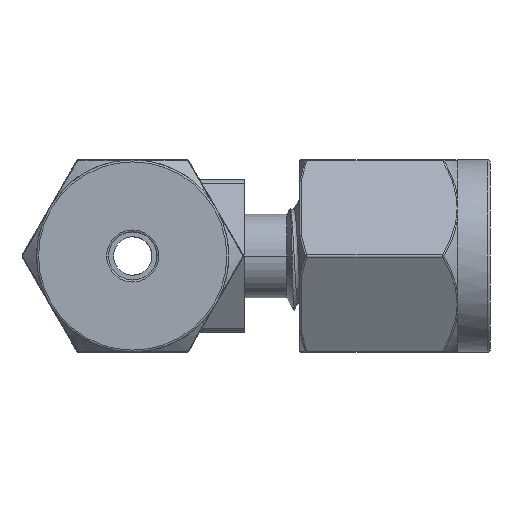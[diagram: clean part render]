
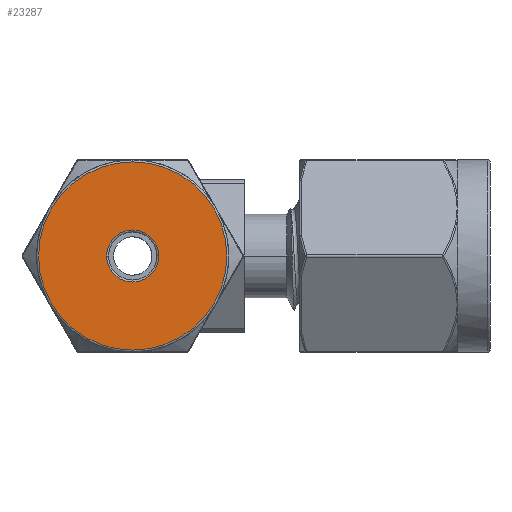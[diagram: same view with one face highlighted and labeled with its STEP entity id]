
A CAD part, left-side view. The second image highlights one B-rep face of the part: STEP entity #23287.
In plain terms, the highlighted face is planar.
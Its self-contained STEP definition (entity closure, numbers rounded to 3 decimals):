
#20188=CARTESIAN_POINT('',(0.,0.,0.));
#20189=DIRECTION('',(-1.,0.,0.));
#20190=DIRECTION('',(0.,1.,0.));
#20191=AXIS2_PLACEMENT_3D('',#20188,#20189,#20190);
#20193=CARTESIAN_POINT('',(0.,0.,0.));
#20194=DIRECTION('',(-1.,0.,0.));
#20195=DIRECTION('',(0.,-1.,0.));
#20196=AXIS2_PLACEMENT_3D('',#20193,#20194,#20195);
#20198=CARTESIAN_POINT('',(0.,0.,0.));
#20199=DIRECTION('',(1.,0.,0.));
#20200=DIRECTION('',(0.,0.,-1.));
#20201=AXIS2_PLACEMENT_3D('',#20198,#20199,#20200);
#20203=CARTESIAN_POINT('',(0.,0.,0.));
#20204=DIRECTION('',(1.,0.,0.));
#20205=DIRECTION('',(0.,0.,1.));
#20206=AXIS2_PLACEMENT_3D('',#20203,#20204,#20205);
#23099=CARTESIAN_POINT('',(0.,1.625,0.));
#23100=CARTESIAN_POINT('',(0.,-1.625,0.));
#23101=VERTEX_POINT('',#23099);
#23102=VERTEX_POINT('',#23100);
#23259=CARTESIAN_POINT('',(0.,0.,-5.875));
#23260=CARTESIAN_POINT('',(0.,0.,5.875));
#23261=VERTEX_POINT('',#23259);
#23262=VERTEX_POINT('',#23260);
#23270=CARTESIAN_POINT('',(0.,0.,0.));
#23271=DIRECTION('',(1.,0.,0.));
#23272=DIRECTION('',(0.,-1.,0.));
#23273=AXIS2_PLACEMENT_3D('',#23270,#23271,#23272);
#23274=PLANE('',#23273);
#23276=ORIENTED_EDGE('',*,*,#23275,.F.);
#23278=ORIENTED_EDGE('',*,*,#23277,.F.);
#23279=EDGE_LOOP('',(#23276,#23278));
#23280=FACE_OUTER_BOUND('',#23279,.F.);
#23282=ORIENTED_EDGE('',*,*,#23281,.F.);
#23284=ORIENTED_EDGE('',*,*,#23283,.F.);
#23285=EDGE_LOOP('',(#23282,#23284));
#23286=FACE_BOUND('',#23285,.F.);
#20192=CIRCLE('',#20191,1.625);
#20197=CIRCLE('',#20196,1.625);
#20202=CIRCLE('',#20201,5.875);
#20207=CIRCLE('',#20206,5.875);
#23275=EDGE_CURVE('',#23261,#23262,#20202,.T.);
#23277=EDGE_CURVE('',#23262,#23261,#20207,.T.);
#23281=EDGE_CURVE('',#23101,#23102,#20192,.T.);
#23283=EDGE_CURVE('',#23102,#23101,#20197,.T.);
#23287=ADVANCED_FACE('',(#23280,#23286),#23274,.T.);
